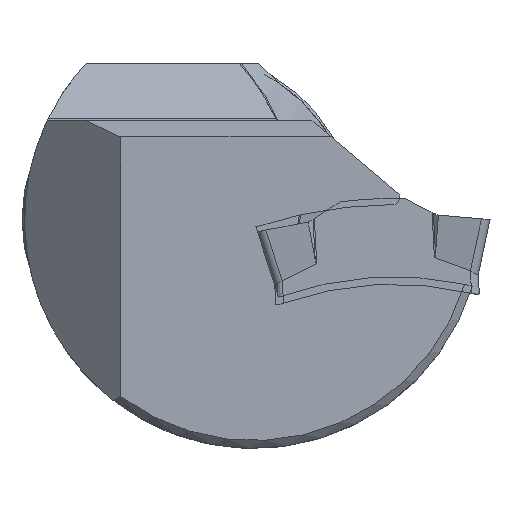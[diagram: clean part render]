
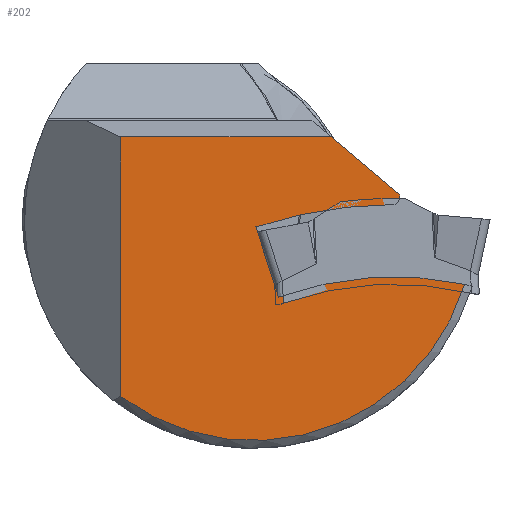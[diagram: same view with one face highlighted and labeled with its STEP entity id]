
A CAD part, left-side view. The second image highlights one B-rep face of the part: STEP entity #202.
In plain terms, the highlighted planar face has unit normal (-1, 0, 0).
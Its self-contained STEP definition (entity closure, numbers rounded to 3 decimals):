
#102=PLANE('',#1299);
#143=CIRCLE('',#1295,43.327);
#144=CIRCLE('',#1296,0.7);
#145=CIRCLE('',#1297,21.25);
#146=CIRCLE('',#1298,32.591);
#202=ADVANCED_FACE('',(#277),#102,.T.);
#277=FACE_OUTER_BOUND('',#345,.T.);
#345=EDGE_LOOP('',(#637,#638,#639,#640,#641,#642,#643,#644));
#637=ORIENTED_EDGE('',*,*,#1021,.F.);
#638=ORIENTED_EDGE('',*,*,#1022,.F.);
#639=ORIENTED_EDGE('',*,*,#1023,.F.);
#640=ORIENTED_EDGE('',*,*,#1024,.T.);
#641=ORIENTED_EDGE('',*,*,#1025,.F.);
#642=ORIENTED_EDGE('',*,*,#1026,.T.);
#643=ORIENTED_EDGE('',*,*,#1027,.T.);
#644=ORIENTED_EDGE('',*,*,#1028,.F.);
#871=VERTEX_POINT('',#3362);
#872=VERTEX_POINT('',#3363);
#873=VERTEX_POINT('',#3365);
#874=VERTEX_POINT('',#3367);
#875=VERTEX_POINT('',#3369);
#876=VERTEX_POINT('',#3371);
#877=VERTEX_POINT('',#3373);
#878=VERTEX_POINT('',#3375);
#1021=EDGE_CURVE('',#871,#872,#1141,.T.);
#1022=EDGE_CURVE('',#873,#871,#143,.T.);
#1023=EDGE_CURVE('',#874,#873,#144,.T.);
#1024=EDGE_CURVE('',#874,#875,#1142,.T.);
#1025=EDGE_CURVE('',#876,#875,#1143,.T.);
#1026=EDGE_CURVE('',#876,#877,#1144,.T.);
#1027=EDGE_CURVE('',#877,#878,#145,.T.);
#1028=EDGE_CURVE('',#872,#878,#146,.T.);
#1141=LINE('',#3361,#1222);
#1142=LINE('',#3368,#1223);
#1143=LINE('',#3370,#1224);
#1144=LINE('',#3372,#1225);
#1222=VECTOR('',#1489,1.);
#1223=VECTOR('',#1494,1.);
#1224=VECTOR('',#1495,1.);
#1225=VECTOR('',#1496,1.);
#1295=AXIS2_PLACEMENT_3D('',#3364,#1490,#1491);
#1296=AXIS2_PLACEMENT_3D('',#3366,#1492,#1493);
#1297=AXIS2_PLACEMENT_3D('',#3374,#1497,#1498);
#1298=AXIS2_PLACEMENT_3D('',#3376,#1499,#1500);
#1299=AXIS2_PLACEMENT_3D('',#3377,#1501,#1502);
#1489=DIRECTION('',(0.,-0.309,-0.951));
#1490=DIRECTION('',(-1.,0.,0.));
#1491=DIRECTION('',(0.,-1.,0.));
#1492=DIRECTION('',(1.,0.,0.));
#1493=DIRECTION('',(0.,-1.,0.));
#1494=DIRECTION('',(0.,0.766,0.643));
#1495=DIRECTION('',(0.,-1.,0.));
#1496=DIRECTION('',(0.,0.,-1.));
#1497=DIRECTION('',(-1.,0.,0.));
#1498=DIRECTION('',(0.,0.,1.));
#1499=DIRECTION('',(1.,0.,0.));
#1500=DIRECTION('',(0.,-1.,0.));
#1501=DIRECTION('',(-1.,0.,0.));
#1502=DIRECTION('',(0.,0.,1.));
#3361=CARTESIAN_POINT('',(0.675,-6.989,-2.248));
#3362=CARTESIAN_POINT('',(0.675,-6.488,-0.705));
#3363=CARTESIAN_POINT('',(0.675,-8.682,-7.458));
#3364=CARTESIAN_POINT('',(0.675,-19.988,-41.875));
#3365=CARTESIAN_POINT('',(0.675,-19.642,1.451));
#3366=CARTESIAN_POINT('',(0.675,-19.636,2.151));
#3367=CARTESIAN_POINT('',(0.675,-20.253,2.482));
#3368=CARTESIAN_POINT('',(0.675,-9.59,11.429));
#3369=CARTESIAN_POINT('',(0.675,-13.737,7.95));
#3370=CARTESIAN_POINT('',(0.675,0.,7.95));
#3371=CARTESIAN_POINT('',(0.675,6.5,7.95));
#3372=CARTESIAN_POINT('',(0.675,6.5,347.867));
#3373=CARTESIAN_POINT('',(0.675,6.5,-17.));
#3374=CARTESIAN_POINT('',(0.675,-6.25,0.));
#3375=CARTESIAN_POINT('',(0.675,-26.57,-6.219));
#3376=CARTESIAN_POINT('',(0.675,-19.79,-38.098));
#3377=CARTESIAN_POINT('',(0.675,0.,0.));
